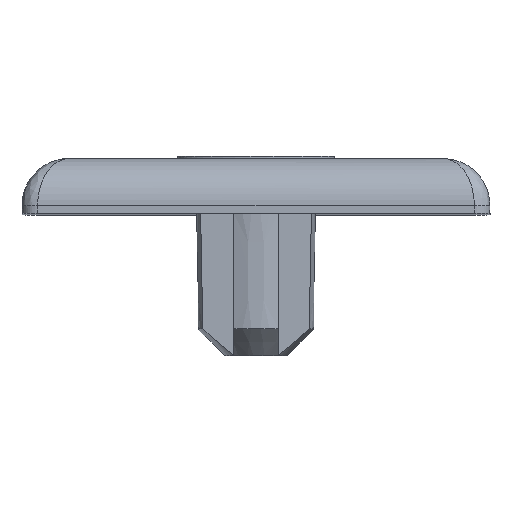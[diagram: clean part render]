
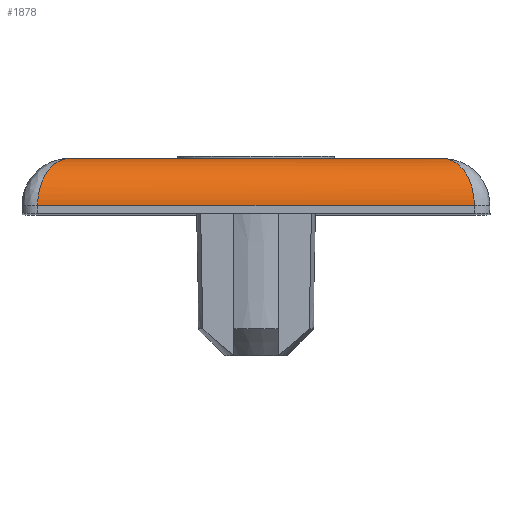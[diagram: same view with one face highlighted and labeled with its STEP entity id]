
A CAD part, top view. The second image highlights one B-rep face of the part: STEP entity #1878.
In plain terms, the highlighted cylindrical face has radius 3 mm (diameter 6 mm), a partial arc.
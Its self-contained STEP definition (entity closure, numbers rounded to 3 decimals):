
#533=DIRECTION('',(-1.,0.,0.));
#534=VECTOR('',#533,23.8);
#535=CARTESIAN_POINT('',(11.9,3.5,26.9));
#536=LINE('',#535,#534);
#660=CARTESIAN_POINT('',(13.9,0.5,29.9));
#661=CARTESIAN_POINT('',(13.9,0.673,29.9));
#662=CARTESIAN_POINT('',(13.88,1.024,29.87));
#663=CARTESIAN_POINT('',(13.786,1.546,29.729));
#664=CARTESIAN_POINT('',(13.628,2.046,29.492));
#665=CARTESIAN_POINT('',(13.4,2.513,29.15));
#666=CARTESIAN_POINT('',(13.103,2.923,28.704));
#667=CARTESIAN_POINT('',(12.744,3.245,28.166));
#668=CARTESIAN_POINT('',(12.326,3.455,27.54));
#669=CARTESIAN_POINT('',(12.043,3.5,27.114));
#670=CARTESIAN_POINT('',(11.9,3.5,26.9));
#851=DIRECTION('',(-1.,0.,0.));
#852=VECTOR('',#851,27.8);
#853=CARTESIAN_POINT('',(13.9,0.5,29.9));
#854=LINE('',#853,#852);
#886=CARTESIAN_POINT('',(-11.9,3.5,26.9));
#887=CARTESIAN_POINT('',(-12.043,3.5,27.114));
#888=CARTESIAN_POINT('',(-12.326,3.455,27.54));
#889=CARTESIAN_POINT('',(-12.744,3.245,28.166));
#890=CARTESIAN_POINT('',(-13.103,2.923,28.704));
#891=CARTESIAN_POINT('',(-13.4,2.513,29.15));
#892=CARTESIAN_POINT('',(-13.628,2.046,29.492));
#893=CARTESIAN_POINT('',(-13.786,1.546,29.729));
#894=CARTESIAN_POINT('',(-13.88,1.024,29.87));
#895=CARTESIAN_POINT('',(-13.9,0.673,29.9));
#896=CARTESIAN_POINT('',(-13.9,0.5,29.9));
#1621=CARTESIAN_POINT('',(11.9,3.5,26.9));
#1622=CARTESIAN_POINT('',(-11.9,3.5,26.9));
#1623=VERTEX_POINT('',#1621);
#1624=VERTEX_POINT('',#1622);
#1635=VERTEX_POINT('',#660);
#1636=VERTEX_POINT('',#896);
#1864=CARTESIAN_POINT('',(15.085,0.5,26.9));
#1865=DIRECTION('',(-1.,0.,0.));
#1866=DIRECTION('',(0.,0.,1.));
#1867=AXIS2_PLACEMENT_3D('',#1864,#1865,#1866);
#1868=CYLINDRICAL_SURFACE('',#1867,3.);
#1869=ORIENTED_EDGE('',*,*,#1820,.F.);
#1871=ORIENTED_EDGE('',*,*,#1870,.F.);
#1873=ORIENTED_EDGE('',*,*,#1872,.T.);
#1875=ORIENTED_EDGE('',*,*,#1874,.F.);
#1876=EDGE_LOOP('',(#1869,#1871,#1873,#1875));
#1877=FACE_OUTER_BOUND('',#1876,.F.);
#671=B_SPLINE_CURVE_WITH_KNOTS('',3,(#660,#661,#662,#663,#664,#665,#666,#667,
#668,#669,#670),.UNSPECIFIED.,.F.,.F.,(4,1,1,1,1,1,1,1,4),(0.,0.125,0.25,
0.375,0.5,0.625,0.75,0.875,1.),.UNSPECIFIED.);
#897=B_SPLINE_CURVE_WITH_KNOTS('',3,(#886,#887,#888,#889,#890,#891,#892,#893,
#894,#895,#896),.UNSPECIFIED.,.F.,.F.,(4,1,1,1,1,1,1,1,4),(0.,0.125,0.25,
0.375,0.5,0.625,0.75,0.875,1.),.UNSPECIFIED.);
#1820=EDGE_CURVE('',#1623,#1624,#536,.T.);
#1870=EDGE_CURVE('',#1635,#1623,#671,.T.);
#1872=EDGE_CURVE('',#1635,#1636,#854,.T.);
#1874=EDGE_CURVE('',#1624,#1636,#897,.T.);
#1878=ADVANCED_FACE('',(#1877),#1868,.T.);
